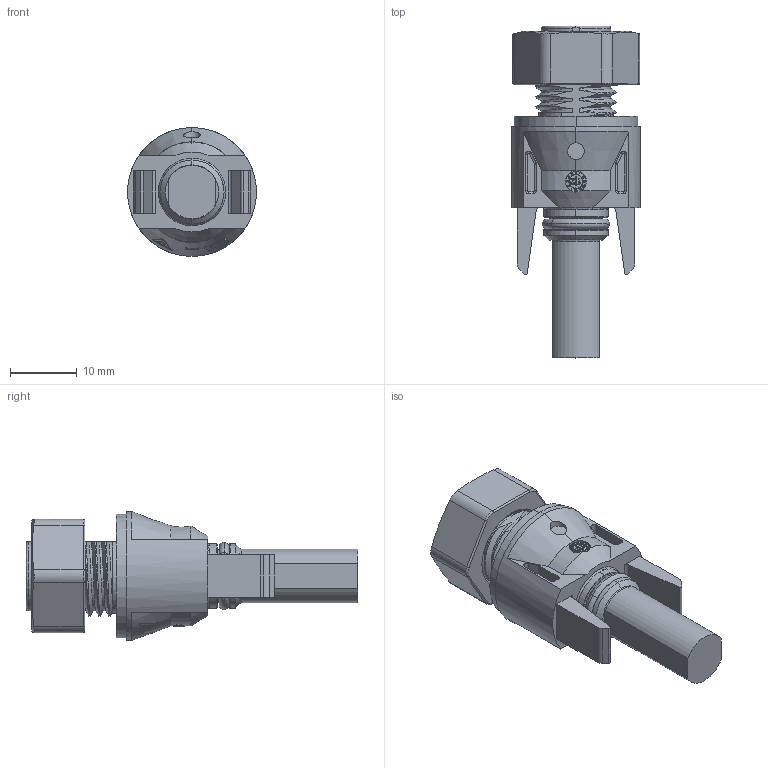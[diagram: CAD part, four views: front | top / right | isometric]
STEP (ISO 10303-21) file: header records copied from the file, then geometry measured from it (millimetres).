
FILE_DESCRIPTION (( 'STEP AP203' ), '1' );
FILE_NAME ('H4 bulkhead female.STEP', '2021-07-02T02:19:55', ( '' ), ( '' ), 'SwSTEP 2.0', 'SolidWorks 2016', '' );
FILE_SCHEMA (( 'CONFIG_CONTROL_DESIGN' ));
Length unit declared in the file: millimetre
Products named in the file (5): PV-130509-F01; PV-130509-M03; H4 bulkhead female; PV-690034-000_1; pv-693362-000
Assembly tree (4 placements, depth 2):
  H4 bulkhead female
    PV-690034-000_1
    PV-130509-M03
    pv-693362-000
    PV-130509-F01
Bounding box: 19.3 x 49.7 x 19.3 mm (x, y, z)
Volume: 7091.6 mm3; surface area: 4863.4 mm2
Topology: 4 solids, 5 shells, 1126 faces, 3099 edges, 2045 vertices
Faces by surface type: plane 817, bspline 152, cylinder 115, torus 24, cone 18
Entity records: 50219 total; most frequent: CARTESIAN_POINT 22108, ORIENTED_EDGE 6198, DIRECTION 4920, EDGE_CURVE 3099, VECTOR 2460, LINE 2460, VERTEX_POINT 2045, AXIS2_PLACEMENT_3D 1230
